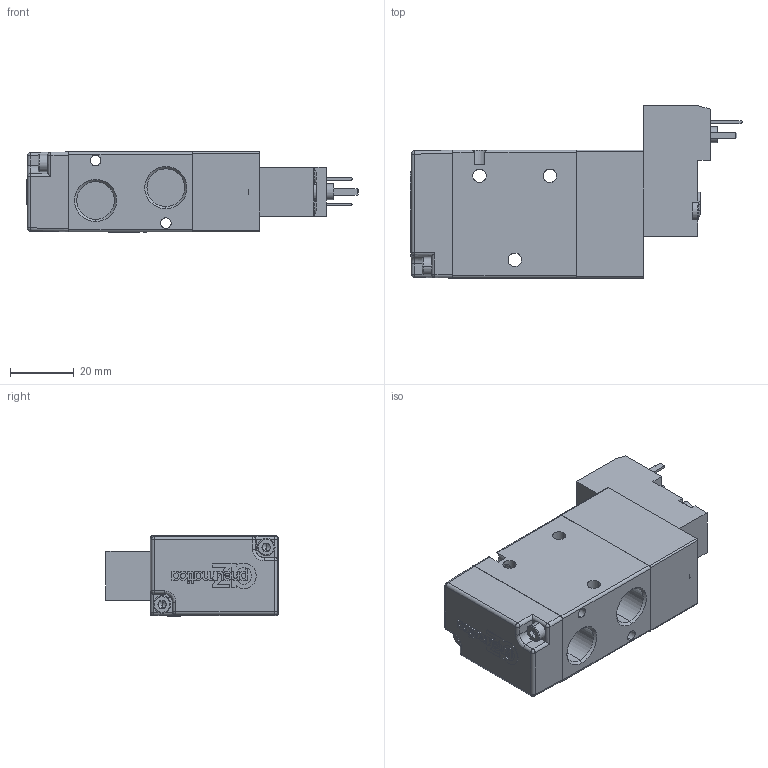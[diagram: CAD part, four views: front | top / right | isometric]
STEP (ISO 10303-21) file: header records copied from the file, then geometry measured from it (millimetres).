
FILE_DESCRIPTION (( 'STEP AP214' ), '1' );
FILE_NAME ('01_098_4.STEP', '2015-12-21T11:34:45', ( '' ), ( '' ), 'SwSTEP 2.0', 'SolidWorks 2016', '' );
FILE_SCHEMA (( 'AUTOMOTIVE_DESIGN' ));
Length unit declared in the file: millimetre
Products named in the file (1): 01_098_4
Bounding box: 104 x 53.9 x 25.1 mm (x, y, z)
Volume: 76994.8 mm3; surface area: 25700.2 mm2
Topology: 9 solids, 9 shells, 1752 faces, 4681 edges, 2968 vertices
Faces by surface type: plane 664, cone 590, cylinder 385, bspline 66, torus 33, sphere 14
Entity records: 60041 total; most frequent: CARTESIAN_POINT 14803, DIRECTION 9508, ORIENTED_EDGE 9324, EDGE_CURVE 4662, AXIS2_PLACEMENT_3D 3446, VERTEX_POINT 2965, LINE 2616, VECTOR 2616
